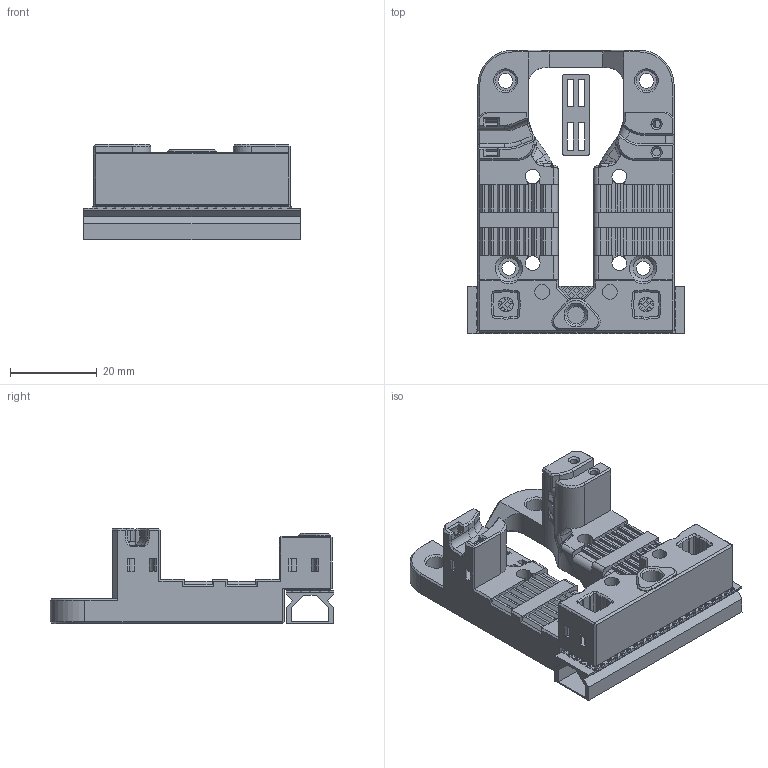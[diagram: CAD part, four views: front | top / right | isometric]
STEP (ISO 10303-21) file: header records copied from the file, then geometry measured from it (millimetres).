
FILE_DESCRIPTION(/* description */ ('STEP AP242','CAx-IF Rec.Pracs.---Representation and Presentation of Product Manufacturing Information (PMI)---4.0---2014-10-13','CAx-IF Rec.Pracs.---3D Tessellated Geometry---0.4---2014-09-14','2;1'),/* implementation_level */ '2;1');
FILE_NAME(/* name */ '67aae368a60f9833747024d4',/* time_stamp */ '2025-02-11T05:43:07Z',/* author */ (''),/* organization */ (''),/* preprocessor_version */ 'ST-DEVELOPER v20',/* originating_system */ 'ONSHAPE BY PTC INC, 1.193',/* authorisation */ ' ');
FILE_SCHEMA (('AP242_MANAGED_MODEL_BASED_3D_ENGINEERING_MIM_LF { 1 0 10303 442 1 1 4 }'));
Products named in the file (3): Support_MGN12; Xol Carriage MGN12H - basic belts; Belt helper
Bounding box: 50.06 x 65.48 x 22 mm (x, y, z)
Volume: 23268.4 mm3; surface area: 16028.5 mm2
Topology: 3 solids, 15 shells, 2356 faces, 6187 edges, 4016 vertices
Faces by surface type: plane 2049, cylinder 170, cone 84, bspline 46, torus 7
Full cylindrical faces by diameter (mm): 1.8 x2, 3.2 x2, 3.4 x12, 4.7 x7, 5.7 x2
Entity records: 71455 total; most frequent: CARTESIAN_POINT 13656, ORIENTED_EDGE 12200, DIRECTION 11090, EDGE_CURVE 6100, LINE 5448, VECTOR 5448, VERTEX_POINT 3992, AXIS2_PLACEMENT_3D 2821
